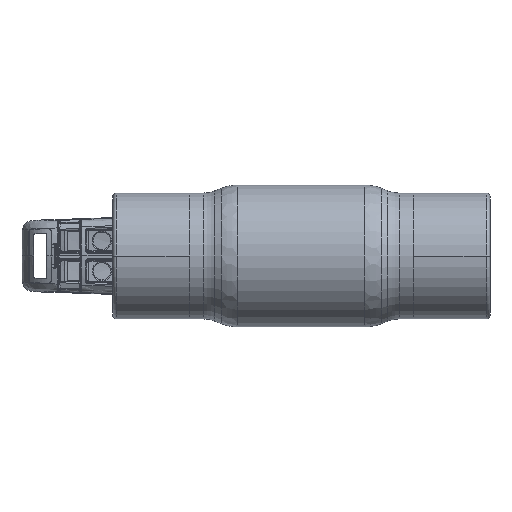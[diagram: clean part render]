
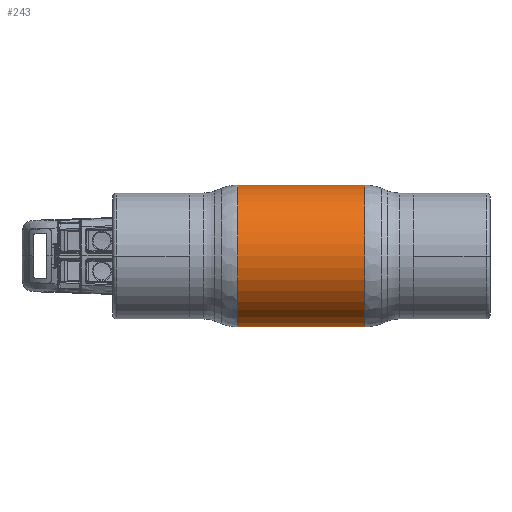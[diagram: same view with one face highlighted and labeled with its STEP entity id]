
A CAD part, front view. The second image highlights one B-rep face of the part: STEP entity #243.
In plain terms, the highlighted cylindrical face has radius 19 mm (diameter 38 mm), a partial arc.
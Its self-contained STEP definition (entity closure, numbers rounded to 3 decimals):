
#243 = ADVANCED_FACE ( 'NONE', ( #4223 ), #46448, .T. ) ;
#701 = EDGE_CURVE ( 'NONE', #47658, #39727, #64866, .T. ) ;
#4126 = LINE ( 'NONE', #46710, #18369 ) ;
#4223 = FACE_OUTER_BOUND ( 'NONE', #52930, .T. ) ;
#5475 = DIRECTION ( 'NONE',  ( -1., 0., 0. ) ) ;
#6909 = AXIS2_PLACEMENT_3D ( 'NONE', #35990, #24130, #13339 ) ;
#8060 = AXIS2_PLACEMENT_3D ( 'NONE', #54294, #27758, #33365 ) ;
#11090 = EDGE_CURVE ( 'NONE', #61755, #22403, #36639, .T. ) ;
#13339 = DIRECTION ( 'NONE',  ( 0., 0., 1. ) ) ;
#14901 = DIRECTION ( 'NONE',  ( 0., 0., 1. ) ) ;
#17669 = CARTESIAN_POINT ( 'NONE',  ( -16.967, 0., 19. ) ) ;
#18369 = VECTOR ( 'NONE', #67991, 1000. ) ;
#21466 = EDGE_CURVE ( 'NONE', #22403, #39727, #34840, .T. ) ;
#22283 = CARTESIAN_POINT ( 'NONE',  ( 16.967, 0., 19. ) ) ;
#22403 = VERTEX_POINT ( 'NONE', #22283 ) ;
#23659 = CARTESIAN_POINT ( 'NONE',  ( -62.69, 0., 19. ) ) ;
#24130 = DIRECTION ( 'NONE',  ( -1., 0., 0. ) ) ;
#27758 = DIRECTION ( 'NONE',  ( -1., 0., 0. ) ) ;
#30939 = VECTOR ( 'NONE', #55785, 1000. ) ;
#31725 = CARTESIAN_POINT ( 'NONE',  ( -16.967, 0., -19. ) ) ;
#32485 = ORIENTED_EDGE ( 'NONE', *, *, #21466, .T. ) ;
#32931 = CARTESIAN_POINT ( 'NONE',  ( 16.967, 0., -19. ) ) ;
#33365 = DIRECTION ( 'NONE',  ( 0., 0., 1. ) ) ;
#34840 = LINE ( 'NONE', #23659, #30939 ) ;
#35053 = ORIENTED_EDGE ( 'NONE', *, *, #11090, .T. ) ;
#35990 = CARTESIAN_POINT ( 'NONE',  ( -62.69, 0., 0. ) ) ;
#36639 = CIRCLE ( 'NONE', #54477, 19. ) ;
#39727 = VERTEX_POINT ( 'NONE', #17669 ) ;
#46448 = CYLINDRICAL_SURFACE ( 'NONE', #6909, 19. ) ;
#46710 = CARTESIAN_POINT ( 'NONE',  ( -62.69, 0., -19. ) ) ;
#47014 = CARTESIAN_POINT ( 'NONE',  ( 16.967, 0., 0. ) ) ;
#47586 = EDGE_CURVE ( 'NONE', #61755, #47658, #4126, .T. ) ;
#47658 = VERTEX_POINT ( 'NONE', #31725 ) ;
#52930 = EDGE_LOOP ( 'NONE', ( #65081, #35053, #32485, #67157 ) ) ;
#54294 = CARTESIAN_POINT ( 'NONE',  ( -16.967, 0., 0. ) ) ;
#54477 = AXIS2_PLACEMENT_3D ( 'NONE', #47014, #5475, #14901 ) ;
#55785 = DIRECTION ( 'NONE',  ( -1., 0., 0. ) ) ;
#61755 = VERTEX_POINT ( 'NONE', #32931 ) ;
#64866 = CIRCLE ( 'NONE', #8060, 19. ) ;
#65081 = ORIENTED_EDGE ( 'NONE', *, *, #47586, .F. ) ;
#67157 = ORIENTED_EDGE ( 'NONE', *, *, #701, .F. ) ;
#67991 = DIRECTION ( 'NONE',  ( -1., 0., 0. ) ) ;
